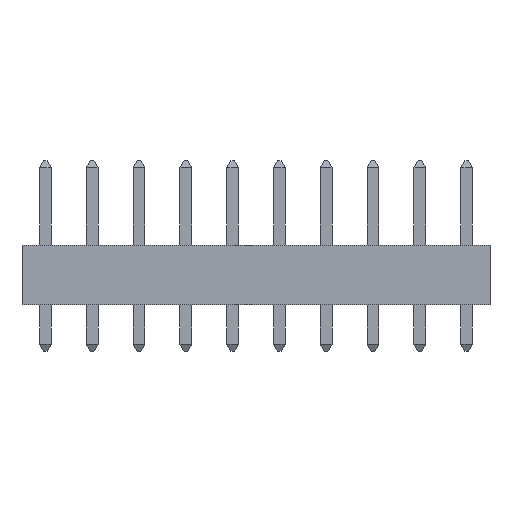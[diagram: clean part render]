
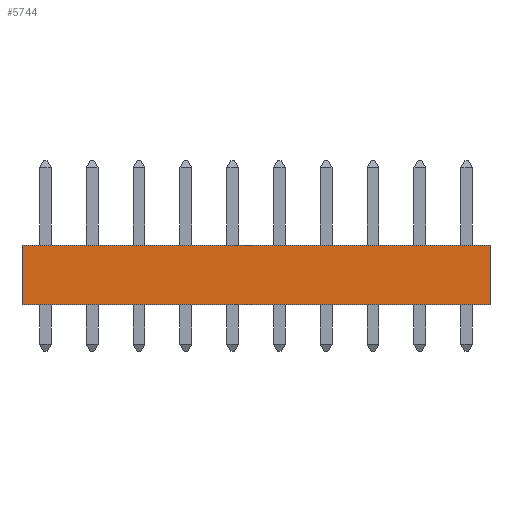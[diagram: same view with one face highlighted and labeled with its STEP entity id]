
A CAD part, front view. The second image highlights one B-rep face of the part: STEP entity #5744.
In plain terms, the highlighted planar face has unit normal (0, -1, 0).
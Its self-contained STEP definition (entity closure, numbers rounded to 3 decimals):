
#5621 = CARTESIAN_POINT ( 'NONE',  ( 19., -1., 0. ) ) ;
#5622 = VERTEX_POINT ( 'NONE', #5621 ) ;
#5639 = CARTESIAN_POINT ( 'NONE',  ( 19., -1., 2.54 ) ) ;
#5640 = VERTEX_POINT ( 'NONE', #5639 ) ;
#5647 = CARTESIAN_POINT ( 'NONE',  ( 19., -1., 2.54 ) ) ;
#5648 = DIRECTION ( 'NONE',  ( 0., 0., -1. ) ) ;
#5649 = VECTOR ( 'NONE', #5648, 1000. ) ;
#5650 = LINE ( 'NONE', #5647, #5649 ) ;
#5651 = EDGE_CURVE ( 'NONE', #5640, #5622, #5650, .T. ) ;
#5692 = CARTESIAN_POINT ( 'NONE',  ( -1., -1., 0. ) ) ;
#5693 = VERTEX_POINT ( 'NONE', #5692 ) ;
#5700 = CARTESIAN_POINT ( 'NONE',  ( -1., -1., 2.54 ) ) ;
#5701 = VERTEX_POINT ( 'NONE', #5700 ) ;
#5702 = CARTESIAN_POINT ( 'NONE',  ( -1., -1., 2.54 ) ) ;
#5703 = DIRECTION ( 'NONE',  ( 0., 0., -1. ) ) ;
#5704 = VECTOR ( 'NONE', #5703, 1000. ) ;
#5705 = LINE ( 'NONE', #5702, #5704 ) ;
#5706 = EDGE_CURVE ( 'NONE', #5701, #5693, #5705, .T. ) ;
#5723 = CARTESIAN_POINT ( 'NONE',  ( -1., -1., 0. ) ) ;
#5724 = DIRECTION ( 'NONE',  ( 1., 0., 0. ) ) ;
#5725 = VECTOR ( 'NONE', #5724, 1000. ) ;
#5726 = LINE ( 'NONE', #5723, #5725 ) ;
#5727 = EDGE_CURVE ( 'NONE', #5693, #5622, #5726, .T. ) ;
#5728 = ORIENTED_EDGE ( 'NONE', *, *, #5727, .T. ) ;
#5729 = ORIENTED_EDGE ( 'NONE', *, *, #5651, .F. ) ;
#5730 = CARTESIAN_POINT ( 'NONE',  ( -1., -1., 2.54 ) ) ;
#5731 = DIRECTION ( 'NONE',  ( 1., 0., 0. ) ) ;
#5732 = VECTOR ( 'NONE', #5731, 1000. ) ;
#5733 = LINE ( 'NONE', #5730, #5732 ) ;
#5734 = EDGE_CURVE ( 'NONE', #5701, #5640, #5733, .T. ) ;
#5735 = ORIENTED_EDGE ( 'NONE', *, *, #5734, .F. ) ;
#5736 = ORIENTED_EDGE ( 'NONE', *, *, #5706, .T. ) ;
#5737 = EDGE_LOOP ( 'NONE', ( #5728, #5729, #5735, #5736 ) ) ;
#5738 = FACE_OUTER_BOUND ( 'NONE', #5737, .T. ) ;
#5739 = CARTESIAN_POINT ( 'NONE',  ( -1., -1., 2.54 ) ) ;
#5740 = DIRECTION ( 'NONE',  ( 0., 1., 0. ) ) ;
#5741 = DIRECTION ( 'NONE',  ( -1., 0., 0. ) ) ;
#5742 = AXIS2_PLACEMENT_3D ( 'NONE', #5739, #5740, #5741 ) ;
#5743 = PLANE ( 'NONE', #5742 ) ;
#5744 = ADVANCED_FACE ( 'NONE', ( #5738 ), #5743, .F. ) ;
